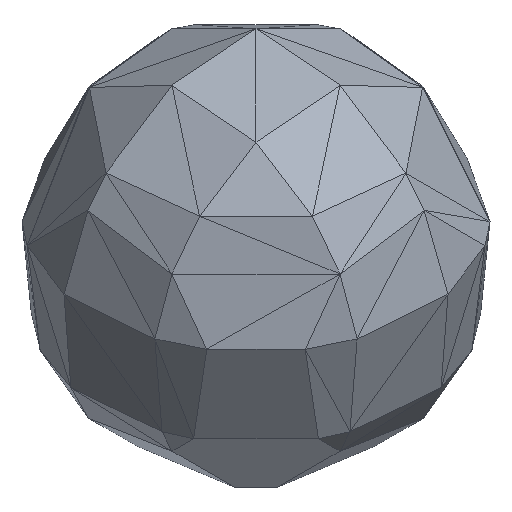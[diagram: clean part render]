
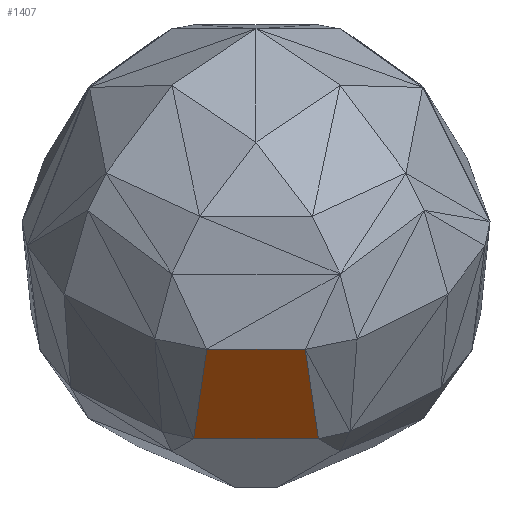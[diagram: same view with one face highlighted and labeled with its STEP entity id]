
A CAD part, isometric view. The second image highlights one B-rep face of the part: STEP entity #1407.
In plain terms, the highlighted planar face has unit normal (-0.703, -0.703, -0.11).
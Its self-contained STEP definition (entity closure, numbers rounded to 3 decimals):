
#626 = VERTEX_POINT('',#627);
#627 = CARTESIAN_POINT('',(-1.655,-1.069,0.345));
#666 = PLANE('',#667);
#667 = AXIS2_PLACEMENT_3D('',#668,#669,#670);
#668 = CARTESIAN_POINT('',(-1.143,-1.435,
    0.546));
#669 = DIRECTION('',(-0.628,-0.628,0.459));
#670 = DIRECTION('',(-0.707,0.707,0.));
#1021 = EDGE_CURVE('',#1022,#1024,#1026,.T.);
#1022 = VERTEX_POINT('',#1023);
#1023 = CARTESIAN_POINT('',(-0.913,-1.655,-0.655));
#1024 = VERTEX_POINT('',#1025);
#1025 = CARTESIAN_POINT('',(-1.655,-0.913,-0.655));
#1026 = SURFACE_CURVE('',#1027,(#1031,#1043),.PCURVE_S1.);
#1027 = LINE('',#1028,#1029);
#1028 = CARTESIAN_POINT('',(-0.913,-1.655,-0.655));
#1029 = VECTOR('',#1030,1.);
#1030 = DIRECTION('',(-0.707,0.707,0.));
#1031 = PCURVE('',#1032,#1037);
#1032 = PLANE('',#1033);
#1033 = AXIS2_PLACEMENT_3D('',#1034,#1035,#1036);
#1034 = CARTESIAN_POINT('',(-1.074,-1.074,
    -1.074));
#1035 = DIRECTION('',(-0.577,-0.577,-0.577));
#1036 = DIRECTION('',(-0.707,0.,0.707));
#1037 = DEFINITIONAL_REPRESENTATION('',(#1038),#1042);
#1038 = LINE('',#1039,#1040);
#1039 = CARTESIAN_POINT('',(0.182,-0.711));
#1040 = VECTOR('',#1041,1.);
#1041 = DIRECTION('',(0.5,0.866));
#1042 = ( GEOMETRIC_REPRESENTATION_CONTEXT(2) 
PARAMETRIC_REPRESENTATION_CONTEXT() REPRESENTATION_CONTEXT('2D SPACE',''
  ) );
#1043 = PCURVE('',#1044,#1049);
#1044 = PLANE('',#1045);
#1045 = AXIS2_PLACEMENT_3D('',#1046,#1047,#1048);
#1046 = CARTESIAN_POINT('',(-1.321,-1.321,
    -0.183));
#1047 = DIRECTION('',(-0.703,-0.703,-0.11));
#1048 = DIRECTION('',(-0.707,0.707,0.));
#1049 = DEFINITIONAL_REPRESENTATION('',(#1050),#1053);
#1050 = B_SPLINE_CURVE_WITH_KNOTS('',1,(#1051,#1052),.UNSPECIFIED.,.F.,
  .F.,(2,2),(0.,1.05),.PIECEWISE_BEZIER_KNOTS.);
#1051 = CARTESIAN_POINT('',(-0.525,0.475));
#1052 = CARTESIAN_POINT('',(0.525,0.475));
#1053 = ( GEOMETRIC_REPRESENTATION_CONTEXT(2) 
PARAMETRIC_REPRESENTATION_CONTEXT() REPRESENTATION_CONTEXT('2D SPACE',''
  ) );
#1397 = PLANE('',#1398);
#1398 = AXIS2_PLACEMENT_3D('',#1399,#1400,#1401);
#1399 = CARTESIAN_POINT('',(-0.907,-1.689,
    -0.214));
#1400 = DIRECTION('',(-0.415,-0.908,
    -0.065));
#1401 = DIRECTION('',(-0.909,0.416,0.));
#1407 = ADVANCED_FACE('',(#1408),#1044,.T.);
#1408 = FACE_BOUND('',#1409,.T.);
#1409 = EDGE_LOOP('',(#1410,#1432,#1452,#1477));
#1410 = ORIENTED_EDGE('',*,*,#1411,.T.);
#1411 = EDGE_CURVE('',#1022,#1412,#1414,.T.);
#1412 = VERTEX_POINT('',#1413);
#1413 = CARTESIAN_POINT('',(-1.069,-1.655,0.345));
#1414 = SURFACE_CURVE('',#1415,(#1419,#1426),.PCURVE_S1.);
#1415 = LINE('',#1416,#1417);
#1416 = CARTESIAN_POINT('',(-0.913,-1.655,-0.655));
#1417 = VECTOR('',#1418,1.);
#1418 = DIRECTION('',(-0.154,0.,0.988));
#1419 = PCURVE('',#1044,#1420);
#1420 = DEFINITIONAL_REPRESENTATION('',(#1421),#1425);
#1421 = LINE('',#1422,#1423);
#1422 = CARTESIAN_POINT('',(-0.525,0.475));
#1423 = VECTOR('',#1424,1.);
#1424 = DIRECTION('',(0.109,-0.994));
#1425 = ( GEOMETRIC_REPRESENTATION_CONTEXT(2) 
PARAMETRIC_REPRESENTATION_CONTEXT() REPRESENTATION_CONTEXT('2D SPACE',''
  ) );
#1426 = PCURVE('',#1397,#1427);
#1427 = DEFINITIONAL_REPRESENTATION('',(#1428),#1431);
#1428 = B_SPLINE_CURVE_WITH_KNOTS('',1,(#1429,#1430),.UNSPECIFIED.,.F.,
  .F.,(2,2),(0.,1.012),.PIECEWISE_BEZIER_KNOTS.);
#1429 = CARTESIAN_POINT('',(0.019,0.441));
#1430 = CARTESIAN_POINT('',(0.161,-0.561));
#1431 = ( GEOMETRIC_REPRESENTATION_CONTEXT(2) 
PARAMETRIC_REPRESENTATION_CONTEXT() REPRESENTATION_CONTEXT('2D SPACE',''
  ) );
#1432 = ORIENTED_EDGE('',*,*,#1433,.T.);
#1433 = EDGE_CURVE('',#1412,#626,#1434,.T.);
#1434 = SURFACE_CURVE('',#1435,(#1439,#1446),.PCURVE_S1.);
#1435 = LINE('',#1436,#1437);
#1436 = CARTESIAN_POINT('',(-1.069,-1.655,0.345));
#1437 = VECTOR('',#1438,1.);
#1438 = DIRECTION('',(-0.707,0.707,0.));
#1439 = PCURVE('',#1044,#1440);
#1440 = DEFINITIONAL_REPRESENTATION('',(#1441),#1445);
#1441 = LINE('',#1442,#1443);
#1442 = CARTESIAN_POINT('',(-0.414,-0.532));
#1443 = VECTOR('',#1444,1.);
#1444 = DIRECTION('',(1.,0.));
#1445 = ( GEOMETRIC_REPRESENTATION_CONTEXT(2) 
PARAMETRIC_REPRESENTATION_CONTEXT() REPRESENTATION_CONTEXT('2D SPACE',''
  ) );
#1446 = PCURVE('',#666,#1447);
#1447 = DEFINITIONAL_REPRESENTATION('',(#1448),#1451);
#1448 = B_SPLINE_CURVE_WITH_KNOTS('',1,(#1449,#1450),.UNSPECIFIED.,.F.,
  .F.,(2,2),(0.,0.829),.PIECEWISE_BEZIER_KNOTS.);
#1449 = CARTESIAN_POINT('',(-0.208,0.225));
#1450 = CARTESIAN_POINT('',(0.621,0.225));
#1451 = ( GEOMETRIC_REPRESENTATION_CONTEXT(2) 
PARAMETRIC_REPRESENTATION_CONTEXT() REPRESENTATION_CONTEXT('2D SPACE',''
  ) );
#1452 = ORIENTED_EDGE('',*,*,#1453,.T.);
#1453 = EDGE_CURVE('',#626,#1024,#1454,.T.);
#1454 = SURFACE_CURVE('',#1455,(#1459,#1466),.PCURVE_S1.);
#1455 = LINE('',#1456,#1457);
#1456 = CARTESIAN_POINT('',(-1.655,-1.069,0.345));
#1457 = VECTOR('',#1458,1.);
#1458 = DIRECTION('',(0.,0.154,-0.988));
#1459 = PCURVE('',#1044,#1460);
#1460 = DEFINITIONAL_REPRESENTATION('',(#1461),#1465);
#1461 = LINE('',#1462,#1463);
#1462 = CARTESIAN_POINT('',(0.414,-0.532));
#1463 = VECTOR('',#1464,1.);
#1464 = DIRECTION('',(0.109,0.994));
#1465 = ( GEOMETRIC_REPRESENTATION_CONTEXT(2) 
PARAMETRIC_REPRESENTATION_CONTEXT() REPRESENTATION_CONTEXT('2D SPACE',''
  ) );
#1466 = PCURVE('',#1467,#1472);
#1467 = PLANE('',#1468);
#1468 = AXIS2_PLACEMENT_3D('',#1469,#1470,#1471);
#1469 = CARTESIAN_POINT('',(-1.716,-0.881,
    -0.063));
#1470 = DIRECTION('',(-0.896,-0.439,-0.069)
  );
#1471 = DIRECTION('',(0.441,-0.898,0.));
#1472 = DEFINITIONAL_REPRESENTATION('',(#1473),#1476);
#1473 = B_SPLINE_CURVE_WITH_KNOTS('',1,(#1474,#1475),.UNSPECIFIED.,.F.,
  .F.,(2,2),(0.,1.012),.PIECEWISE_BEZIER_KNOTS.);
#1474 = CARTESIAN_POINT('',(0.196,0.41));
#1475 = CARTESIAN_POINT('',(0.055,-0.593));
#1476 = ( GEOMETRIC_REPRESENTATION_CONTEXT(2) 
PARAMETRIC_REPRESENTATION_CONTEXT() REPRESENTATION_CONTEXT('2D SPACE',''
  ) );
#1477 = ORIENTED_EDGE('',*,*,#1021,.F.);
